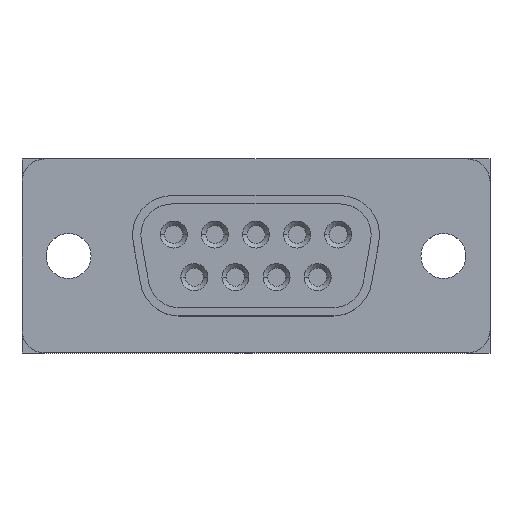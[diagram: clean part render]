
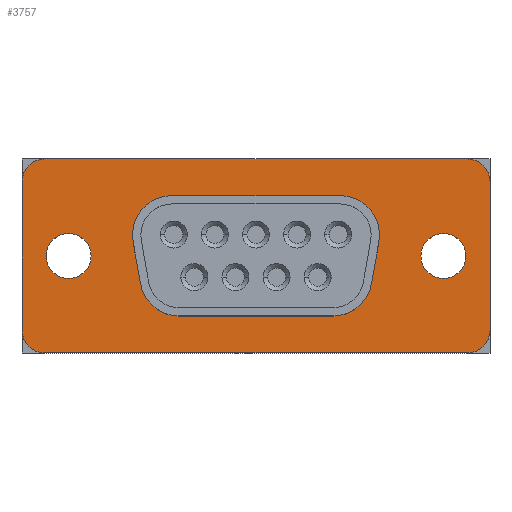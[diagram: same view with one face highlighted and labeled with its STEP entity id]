
A CAD part, top view. The second image highlights one B-rep face of the part: STEP entity #3757.
In plain terms, the highlighted planar face has unit normal (0, 0, 1).
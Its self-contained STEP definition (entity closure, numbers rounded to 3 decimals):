
#994=DIRECTION('',(-1.,0.,0.));
#995=VECTOR('',#994,11.22);
#996=CARTESIAN_POINT('',(5.61,4.01,-6.3));
#997=LINE('',#996,#995);
#1008=CARTESIAN_POINT('',(-14.095,4.965,-6.3));
#1009=DIRECTION('',(0.,0.,1.));
#1010=DIRECTION('',(0.,1.,0.));
#1011=AXIS2_PLACEMENT_3D('',#1008,#1009,#1010);
#1016=DIRECTION('',(-1.,0.,0.));
#1017=VECTOR('',#1016,28.19);
#1018=CARTESIAN_POINT('',(14.095,6.465,-6.3));
#1019=LINE('',#1018,#1017);
#1023=CARTESIAN_POINT('',(14.095,4.965,-6.3));
#1024=DIRECTION('',(0.,0.,1.));
#1025=DIRECTION('',(1.,0.,0.));
#1026=AXIS2_PLACEMENT_3D('',#1023,#1024,#1025);
#1031=DIRECTION('',(0.,1.,0.));
#1032=VECTOR('',#1031,9.93);
#1033=CARTESIAN_POINT('',(15.595,-4.965,-6.3));
#1034=LINE('',#1033,#1032);
#1038=CARTESIAN_POINT('',(14.095,-4.965,-6.3));
#1039=DIRECTION('',(0.,0.,1.));
#1040=DIRECTION('',(0.,-1.,0.));
#1041=AXIS2_PLACEMENT_3D('',#1038,#1039,#1040);
#1046=DIRECTION('',(1.,0.,0.));
#1047=VECTOR('',#1046,28.19);
#1048=CARTESIAN_POINT('',(-14.095,-6.465,-6.3));
#1049=LINE('',#1048,#1047);
#1053=CARTESIAN_POINT('',(-14.095,-4.965,-6.3));
#1054=DIRECTION('',(0.,0.,1.));
#1055=DIRECTION('',(-1.,0.,0.));
#1056=AXIS2_PLACEMENT_3D('',#1053,#1054,#1055);
#1061=DIRECTION('',(0.,-1.,0.));
#1062=VECTOR('',#1061,9.93);
#1063=CARTESIAN_POINT('',(-15.595,4.965,-6.3));
#1064=LINE('',#1063,#1062);
#1068=CARTESIAN_POINT('',(12.495,0.,-6.3));
#1069=DIRECTION('',(0.,0.,1.));
#1070=DIRECTION('',(1.,0.,0.));
#1071=AXIS2_PLACEMENT_3D('',#1068,#1069,#1070);
#1076=CARTESIAN_POINT('',(12.495,0.,-6.3));
#1077=DIRECTION('',(0.,0.,1.));
#1078=DIRECTION('',(-1.,0.,0.));
#1079=AXIS2_PLACEMENT_3D('',#1076,#1077,#1078);
#1084=CARTESIAN_POINT('',(-12.495,0.,-6.3));
#1085=DIRECTION('',(0.,0.,1.));
#1086=DIRECTION('',(1.,0.,0.));
#1087=AXIS2_PLACEMENT_3D('',#1084,#1085,#1086);
#1092=CARTESIAN_POINT('',(-12.495,0.,-6.3));
#1093=DIRECTION('',(0.,0.,1.));
#1094=DIRECTION('',(-1.,0.,0.));
#1095=AXIS2_PLACEMENT_3D('',#1092,#1093,#1094);
#2366=CARTESIAN_POINT('',(-5.61,1.39,-6.3));
#2367=DIRECTION('',(0.,0.,1.));
#2368=DIRECTION('',(0.,1.,0.));
#2369=AXIS2_PLACEMENT_3D('',#2366,#2367,#2368);
#2381=DIRECTION('',(0.174,-0.985,0.));
#2382=VECTOR('',#2381,2.823);
#2383=CARTESIAN_POINT('',(-8.19,0.935,-6.3));
#2384=LINE('',#2383,#2382);
#2395=CARTESIAN_POINT('',(-5.12,-1.39,-6.3));
#2396=DIRECTION('',(0.,0.,1.));
#2397=DIRECTION('',(-0.985,-0.174,0.));
#2398=AXIS2_PLACEMENT_3D('',#2395,#2396,#2397);
#2410=DIRECTION('',(1.,0.,0.));
#2411=VECTOR('',#2410,10.24);
#2412=CARTESIAN_POINT('',(-5.12,-4.01,-6.3));
#2413=LINE('',#2412,#2411);
#2424=CARTESIAN_POINT('',(5.12,-1.39,-6.3));
#2425=DIRECTION('',(0.,0.,1.));
#2426=DIRECTION('',(0.,-1.,0.));
#2427=AXIS2_PLACEMENT_3D('',#2424,#2425,#2426);
#2439=DIRECTION('',(0.174,0.985,0.));
#2440=VECTOR('',#2439,2.823);
#2441=CARTESIAN_POINT('',(7.7,-1.845,-6.3));
#2442=LINE('',#2441,#2440);
#2453=CARTESIAN_POINT('',(5.61,1.39,-6.3));
#2454=DIRECTION('',(0.,0.,1.));
#2455=DIRECTION('',(0.985,-0.174,0.));
#2456=AXIS2_PLACEMENT_3D('',#2453,#2454,#2455);
#2500=CARTESIAN_POINT('',(-15.595,4.965,-6.3));
#2501=CARTESIAN_POINT('',(-15.595,-4.965,-6.3));
#2502=VERTEX_POINT('',#2500);
#2503=VERTEX_POINT('',#2501);
#2504=CARTESIAN_POINT('',(-14.095,-6.465,-6.3));
#2505=CARTESIAN_POINT('',(14.095,-6.465,-6.3));
#2506=VERTEX_POINT('',#2504);
#2507=VERTEX_POINT('',#2505);
#2508=CARTESIAN_POINT('',(15.595,-4.965,-6.3));
#2509=CARTESIAN_POINT('',(15.595,4.965,-6.3));
#2510=VERTEX_POINT('',#2508);
#2511=VERTEX_POINT('',#2509);
#2512=CARTESIAN_POINT('',(14.095,6.465,-6.3));
#2513=CARTESIAN_POINT('',(-14.095,6.465,-6.3));
#2514=VERTEX_POINT('',#2512);
#2515=VERTEX_POINT('',#2513);
#2516=CARTESIAN_POINT('',(5.61,4.01,-6.3));
#2517=CARTESIAN_POINT('',(-5.61,4.01,-6.3));
#2518=VERTEX_POINT('',#2516);
#2519=VERTEX_POINT('',#2517);
#2520=CARTESIAN_POINT('',(-8.19,0.935,-6.3));
#2521=VERTEX_POINT('',#2520);
#2522=CARTESIAN_POINT('',(-7.7,-1.845,-6.3));
#2523=VERTEX_POINT('',#2522);
#2524=CARTESIAN_POINT('',(-5.12,-4.01,-6.3));
#2525=VERTEX_POINT('',#2524);
#2526=CARTESIAN_POINT('',(5.12,-4.01,-6.3));
#2527=VERTEX_POINT('',#2526);
#2528=CARTESIAN_POINT('',(7.7,-1.845,-6.3));
#2529=VERTEX_POINT('',#2528);
#2530=CARTESIAN_POINT('',(8.19,0.935,-6.3));
#2531=VERTEX_POINT('',#2530);
#2856=CARTESIAN_POINT('',(13.995,0.,-6.3));
#2857=CARTESIAN_POINT('',(10.995,0.,-6.3));
#2858=VERTEX_POINT('',#2856);
#2859=VERTEX_POINT('',#2857);
#2860=CARTESIAN_POINT('',(-10.995,0.,-6.3));
#2861=CARTESIAN_POINT('',(-13.995,0.,-6.3));
#2862=VERTEX_POINT('',#2860);
#2863=VERTEX_POINT('',#2861);
#3705=CARTESIAN_POINT('',(0.,0.,-6.3));
#3706=DIRECTION('',(0.,0.,1.));
#3707=DIRECTION('',(1.,0.,0.));
#3708=AXIS2_PLACEMENT_3D('',#3705,#3706,#3707);
#3709=PLANE('',#3708);
#3711=ORIENTED_EDGE('',*,*,#3710,.F.);
#3713=ORIENTED_EDGE('',*,*,#3712,.F.);
#3715=ORIENTED_EDGE('',*,*,#3714,.F.);
#3717=ORIENTED_EDGE('',*,*,#3716,.F.);
#3719=ORIENTED_EDGE('',*,*,#3718,.F.);
#3721=ORIENTED_EDGE('',*,*,#3720,.F.);
#3723=ORIENTED_EDGE('',*,*,#3722,.F.);
#3725=ORIENTED_EDGE('',*,*,#3724,.F.);
#3726=EDGE_LOOP('',(#3711,#3713,#3715,#3717,#3719,#3721,#3723,#3725));
#3727=FACE_OUTER_BOUND('',#3726,.F.);
#3728=ORIENTED_EDGE('',*,*,#3695,.T.);
#3730=ORIENTED_EDGE('',*,*,#3729,.T.);
#3732=ORIENTED_EDGE('',*,*,#3731,.T.);
#3734=ORIENTED_EDGE('',*,*,#3733,.T.);
#3736=ORIENTED_EDGE('',*,*,#3735,.T.);
#3738=ORIENTED_EDGE('',*,*,#3737,.T.);
#3740=ORIENTED_EDGE('',*,*,#3739,.T.);
#3742=ORIENTED_EDGE('',*,*,#3741,.T.);
#3743=EDGE_LOOP('',(#3728,#3730,#3732,#3734,#3736,#3738,#3740,#3742));
#3744=FACE_BOUND('',#3743,.F.);
#3746=ORIENTED_EDGE('',*,*,#3745,.T.);
#3748=ORIENTED_EDGE('',*,*,#3747,.T.);
#3749=EDGE_LOOP('',(#3746,#3748));
#3750=FACE_BOUND('',#3749,.F.);
#3752=ORIENTED_EDGE('',*,*,#3751,.T.);
#3754=ORIENTED_EDGE('',*,*,#3753,.T.);
#3755=EDGE_LOOP('',(#3752,#3754));
#3756=FACE_BOUND('',#3755,.F.);
#3757=ADVANCED_FACE('',(#3727,#3744,#3750,#3756),#3709,.T.);
#1012=CIRCLE('',#1011,1.5);
#1027=CIRCLE('',#1026,1.5);
#1042=CIRCLE('',#1041,1.5);
#1057=CIRCLE('',#1056,1.5);
#1072=CIRCLE('',#1071,1.5);
#1080=CIRCLE('',#1079,1.5);
#1088=CIRCLE('',#1087,1.5);
#1096=CIRCLE('',#1095,1.5);
#2370=CIRCLE('',#2369,2.62);
#2399=CIRCLE('',#2398,2.62);
#2428=CIRCLE('',#2427,2.62);
#2457=CIRCLE('',#2456,2.62);
#3695=EDGE_CURVE('',#2518,#2519,#997,.T.);
#3710=EDGE_CURVE('',#2515,#2502,#1012,.T.);
#3712=EDGE_CURVE('',#2514,#2515,#1019,.T.);
#3714=EDGE_CURVE('',#2511,#2514,#1027,.T.);
#3716=EDGE_CURVE('',#2510,#2511,#1034,.T.);
#3718=EDGE_CURVE('',#2507,#2510,#1042,.T.);
#3720=EDGE_CURVE('',#2506,#2507,#1049,.T.);
#3722=EDGE_CURVE('',#2503,#2506,#1057,.T.);
#3724=EDGE_CURVE('',#2502,#2503,#1064,.T.);
#3729=EDGE_CURVE('',#2519,#2521,#2370,.T.);
#3731=EDGE_CURVE('',#2521,#2523,#2384,.T.);
#3733=EDGE_CURVE('',#2523,#2525,#2399,.T.);
#3735=EDGE_CURVE('',#2525,#2527,#2413,.T.);
#3737=EDGE_CURVE('',#2527,#2529,#2428,.T.);
#3739=EDGE_CURVE('',#2529,#2531,#2442,.T.);
#3741=EDGE_CURVE('',#2531,#2518,#2457,.T.);
#3745=EDGE_CURVE('',#2858,#2859,#1072,.T.);
#3747=EDGE_CURVE('',#2859,#2858,#1080,.T.);
#3751=EDGE_CURVE('',#2862,#2863,#1088,.T.);
#3753=EDGE_CURVE('',#2863,#2862,#1096,.T.);
